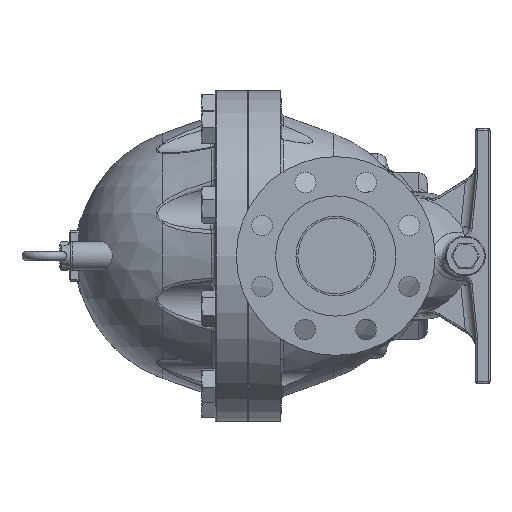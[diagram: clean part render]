
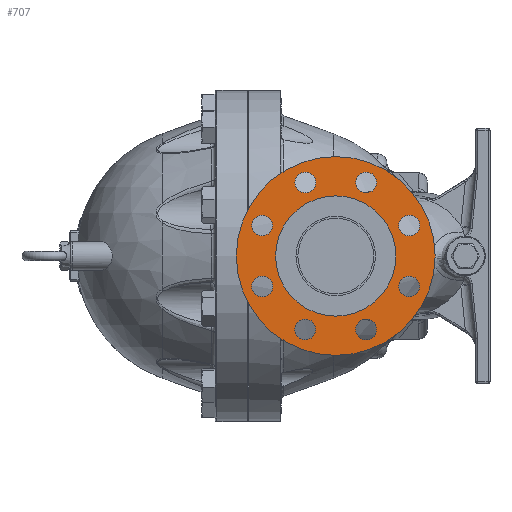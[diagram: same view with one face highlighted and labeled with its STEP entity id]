
A CAD part, left-side view. The second image highlights one B-rep face of the part: STEP entity #707.
In plain terms, the highlighted planar face has unit normal (-1, 0, 0).
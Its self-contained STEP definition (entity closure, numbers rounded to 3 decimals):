
#188=CARTESIAN_POINT('',(-381.4,-67.614,-85.43));
#189=VERTEX_POINT('',#188);
#190=CARTESIAN_POINT('',(-381.4,-59.835,-77.652));
#191=DIRECTION('',(1.0,0.,0.));
#192=DIRECTION('',(0.,0.707,0.707));
#193=AXIS2_PLACEMENT_3D('',#190,#191,#192);
#194=CIRCLE('',#193,11.0);
#195=EDGE_CURVE('',#189,#189,#194,.T.);
#216=CARTESIAN_POINT('',(-381.4,-135.165,-77.652));
#217=VERTEX_POINT('',#216);
#218=CARTESIAN_POINT('',(-381.4,-124.165,-77.652));
#219=DIRECTION('',(1.0,0.0,0.0));
#220=DIRECTION('',(0.0,1.0,0.0));
#221=AXIS2_PLACEMENT_3D('',#218,#219,#220);
#222=CIRCLE('',#221,11.0);
#223=EDGE_CURVE('',#217,#217,#222,.T.);
#244=CARTESIAN_POINT('',(-381.4,-177.43,-24.386));
#245=VERTEX_POINT('',#244);
#246=CARTESIAN_POINT('',(-381.4,-169.652,-32.165));
#247=DIRECTION('',(1.0,0.,0.));
#248=DIRECTION('',(0.,0.707,-0.707));
#249=AXIS2_PLACEMENT_3D('',#246,#247,#248);
#250=CIRCLE('',#249,11.);
#251=EDGE_CURVE('',#245,#245,#250,.T.);
#272=CARTESIAN_POINT('',(-381.4,-169.652,43.165));
#273=VERTEX_POINT('',#272);
#274=CARTESIAN_POINT('',(-381.4,-169.652,32.165));
#275=DIRECTION('',(1.0,0.0,0.0));
#276=DIRECTION('',(0.0,0.0,-1.0));
#277=AXIS2_PLACEMENT_3D('',#274,#275,#276);
#278=CIRCLE('',#277,11.0);
#279=EDGE_CURVE('',#273,#273,#278,.T.);
#300=CARTESIAN_POINT('',(-381.4,-116.386,85.43));
#301=VERTEX_POINT('',#300);
#302=CARTESIAN_POINT('',(-381.4,-124.165,77.652));
#303=DIRECTION('',(1.0,0.,0.));
#304=DIRECTION('',(0.,-0.707,-0.707));
#305=AXIS2_PLACEMENT_3D('',#302,#303,#304);
#306=CIRCLE('',#305,11.);
#307=EDGE_CURVE('',#301,#301,#306,.T.);
#328=CARTESIAN_POINT('',(-381.4,-48.835,77.652));
#329=VERTEX_POINT('',#328);
#330=CARTESIAN_POINT('',(-381.4,-59.835,77.652));
#331=DIRECTION('',(1.0,0.0,0.0));
#332=DIRECTION('',(0.0,-1.0,0.0));
#333=AXIS2_PLACEMENT_3D('',#330,#331,#332);
#334=CIRCLE('',#333,11.0);
#335=EDGE_CURVE('',#329,#329,#334,.T.);
#356=CARTESIAN_POINT('',(-381.4,-6.57,24.386));
#357=VERTEX_POINT('',#356);
#358=CARTESIAN_POINT('',(-381.4,-14.348,32.165));
#359=DIRECTION('',(1.0,0.,0.));
#360=DIRECTION('',(0.,-0.707,0.707));
#361=AXIS2_PLACEMENT_3D('',#358,#359,#360);
#362=CIRCLE('',#361,11.);
#363=EDGE_CURVE('',#357,#357,#362,.T.);
#384=CARTESIAN_POINT('',(-381.4,-14.348,-43.165));
#385=VERTEX_POINT('',#384);
#386=CARTESIAN_POINT('',(-381.4,-14.348,-32.165));
#387=DIRECTION('',(1.0,0.0,0.0));
#388=DIRECTION('',(0.0,0.0,1.0));
#389=AXIS2_PLACEMENT_3D('',#386,#387,#388);
#390=CIRCLE('',#389,11.0);
#391=EDGE_CURVE('',#385,#385,#390,.T.);
#649=CARTESIAN_POINT('',(-381.4,13.,0.0));
#650=VERTEX_POINT('',#649);
#651=CARTESIAN_POINT('',(-381.4,-92.0,0.0));
#652=DIRECTION('',(1.0,0.0,0.0));
#653=DIRECTION('',(0.0,1.0,0.0));
#654=AXIS2_PLACEMENT_3D('',#651,#652,#653);
#655=CIRCLE('',#654,105.);
#656=EDGE_CURVE('',#650,#650,#655,.T.);
#664=CARTESIAN_POINT('',(-381.4,-7.75,0.0));
#665=DIRECTION('',(1.0,0.0,0.0));
#666=DIRECTION('',(0.0,0.0,-1.0));
#667=AXIS2_PLACEMENT_3D('',#664,#665,#666);
#668=PLANE('',#667);
#669=ORIENTED_EDGE('',*,*,#656,.F.);
#670=EDGE_LOOP('',(#669));
#671=FACE_OUTER_BOUND('',#670,.T.);
#672=ORIENTED_EDGE('',*,*,#195,.T.);
#673=EDGE_LOOP('',(#672));
#674=FACE_BOUND('',#673,.T.);
#675=ORIENTED_EDGE('',*,*,#223,.T.);
#676=EDGE_LOOP('',(#675));
#677=FACE_BOUND('',#676,.T.);
#678=ORIENTED_EDGE('',*,*,#251,.T.);
#679=EDGE_LOOP('',(#678));
#680=FACE_BOUND('',#679,.T.);
#681=ORIENTED_EDGE('',*,*,#279,.T.);
#682=EDGE_LOOP('',(#681));
#683=FACE_BOUND('',#682,.T.);
#684=ORIENTED_EDGE('',*,*,#307,.T.);
#685=EDGE_LOOP('',(#684));
#686=FACE_BOUND('',#685,.T.);
#687=ORIENTED_EDGE('',*,*,#335,.T.);
#688=EDGE_LOOP('',(#687));
#689=FACE_BOUND('',#688,.T.);
#690=ORIENTED_EDGE('',*,*,#363,.T.);
#691=EDGE_LOOP('',(#690));
#692=FACE_BOUND('',#691,.T.);
#693=ORIENTED_EDGE('',*,*,#391,.T.);
#694=EDGE_LOOP('',(#693));
#695=FACE_BOUND('',#694,.T.);
#696=CARTESIAN_POINT('',(-381.4,-28.5,0.0));
#697=VERTEX_POINT('',#696);
#698=CARTESIAN_POINT('',(-381.4,-92.0,0.0));
#699=DIRECTION('',(1.0,0.0,0.0));
#700=DIRECTION('',(0.0,1.0,0.0));
#701=AXIS2_PLACEMENT_3D('',#698,#699,#700);
#702=CIRCLE('',#701,63.5);
#703=EDGE_CURVE('',#697,#697,#702,.T.);
#704=ORIENTED_EDGE('',*,*,#703,.T.);
#705=EDGE_LOOP('',(#704));
#706=FACE_BOUND('',#705,.T.);
#707=ADVANCED_FACE('',(#671,#674,#677,#680,#683,#686,#689,#692,#695,#706),#668,.F.);
